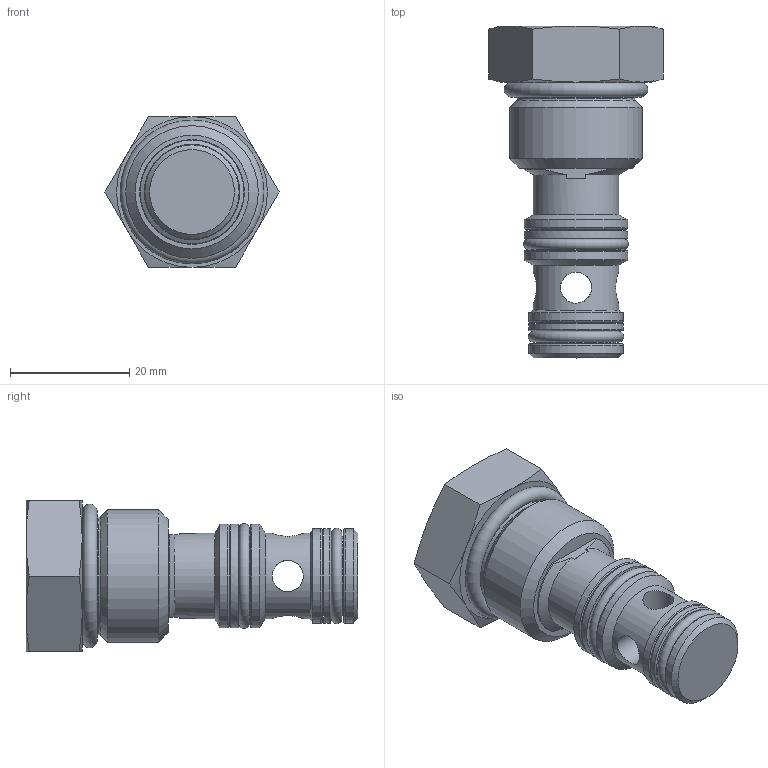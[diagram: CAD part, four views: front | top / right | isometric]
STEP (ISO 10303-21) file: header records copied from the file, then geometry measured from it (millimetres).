
FILE_DESCRIPTION((''),'2;1');
FILE_NAME('dptc-100-p-n_10146-64_RC.stp','2012-06-14T09:09:00',('mmartin'),(''),'Autodesk Inventor 2010','Autodesk Inventor 2010','');
FILE_SCHEMA(('AUTOMOTIVE_DESIGN { 1 0 10303 214 1 1 1 1 }'));
Length unit declared in the file: inch
Products named in the file (1): 10146-64_Shrinkwrap
Bounding box: 29.18 x 55.6 x 25.27 mm (x, y, z)
Volume: 16066.4 mm3; surface area: 5811.7 mm2
Topology: 1 solids, 1 shells, 81 faces, 192 edges, 113 vertices
Faces by surface type: cone 24, cylinder 22, plane 19, torus 9, bspline 7
Full cylindrical faces by diameter (mm): 5.22 x4, 13.31 x3, 14.288 x2, 14.884 x2, 15.799 x2, 15.875 x1, 17.374 x2, 19.634 x2, 22.225 x1
Entity records: 2430 total; most frequent: CARTESIAN_POINT 787, DIRECTION 322, ORIENTED_EDGE 258, AXIS2_PLACEMENT_3D 150, EDGE_LOOP 134, EDGE_CURVE 129, VERTEX_POINT 97, STYLED_ITEM 82
